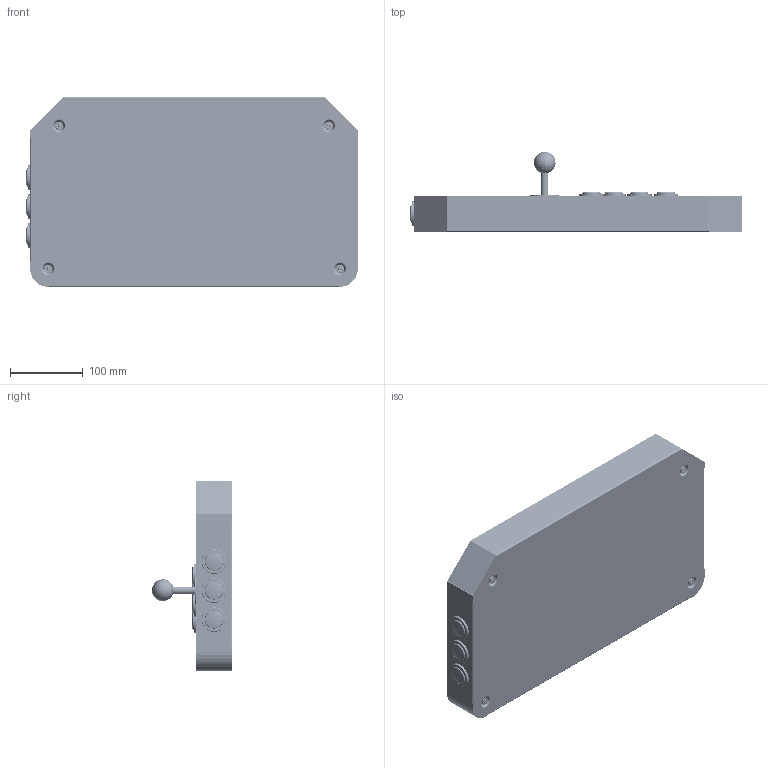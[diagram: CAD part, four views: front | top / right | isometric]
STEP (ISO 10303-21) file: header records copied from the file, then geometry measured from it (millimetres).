
FILE_DESCRIPTION((''),'2;1');
FILE_NAME('ASM0003_ASM','2011-12-13T',('Administrator'),(''),'PRO/ENGINEER BY PARAMETRIC TECHNOLOGY CORPORATION, 2010480','PRO/ENGINEER BY PARAMETRIC TECHNOLOGY CORPORATION, 2010480','');
FILE_SCHEMA(('CONFIG_CONTROL_DESIGN'));
Length unit declared in the file: millimetre
Products named in the file (20): PRT0001; PRT0002; KOXLIAS-METRIKOS_2; PRT0006; PAXIMADI_1; SANWA_JOYSTICK_03; SSANWA_JOYSTICK_06; SANWA_JOYSTICK_02; SANWA_JOYSTICK_05; SANWA_JOYSTICK_04; SANWA_JOYSTICK_00; SANWA_JOYSTICK_01; SANWA__ASM; SANWA_JOYSTICK_07; SANWA_BUTTON_00_11; BLACK_00_3; SANWA_BUTTON_02_8; SPRING_4U_AF0_2; SANWA_BUTTON_00_ASM_6_ASM; ASM0003_ASM
Assembly tree (35 placements, depth 3):
  ASM0003_ASM
    PRT0001
    PRT0002
    KOXLIAS-METRIKOS_2  x4
    PRT0006
    PAXIMADI_1  x4
    SANWA__ASM
      SANWA_JOYSTICK_03
      SSANWA_JOYSTICK_06
      SANWA_JOYSTICK_02
      SANWA_JOYSTICK_05
      SANWA_JOYSTICK_04
      SANWA_JOYSTICK_00
      SANWA_JOYSTICK_01
    SANWA_JOYSTICK_07
    SANWA_BUTTON_00_ASM_6_ASM  x11
      SANWA_BUTTON_00_11
      BLACK_00_3
      SANWA_BUTTON_02_8
      SPRING_4U_AF0_2
Bounding box: 457.5 x 110.5 x 262 mm (x, y, z)
Volume: 839757.6 mm3; surface area: 1009563 mm2
Topology: 63 solids, 74 shells, 3368 faces, 9371 edges, 6076 vertices
Faces by surface type: plane 2217, cylinder 658, bspline 249, torus 104, sphere 98, cone 42
Entity records: 39347 total; most frequent: CARTESIAN_POINT 17734, DIRECTION 4472, ORIENTED_EDGE 4396, EDGE_CURVE 2200, AXIS2_PLACEMENT_3D 1593, VERTEX_POINT 1420, VECTOR 1286, LINE 1286
